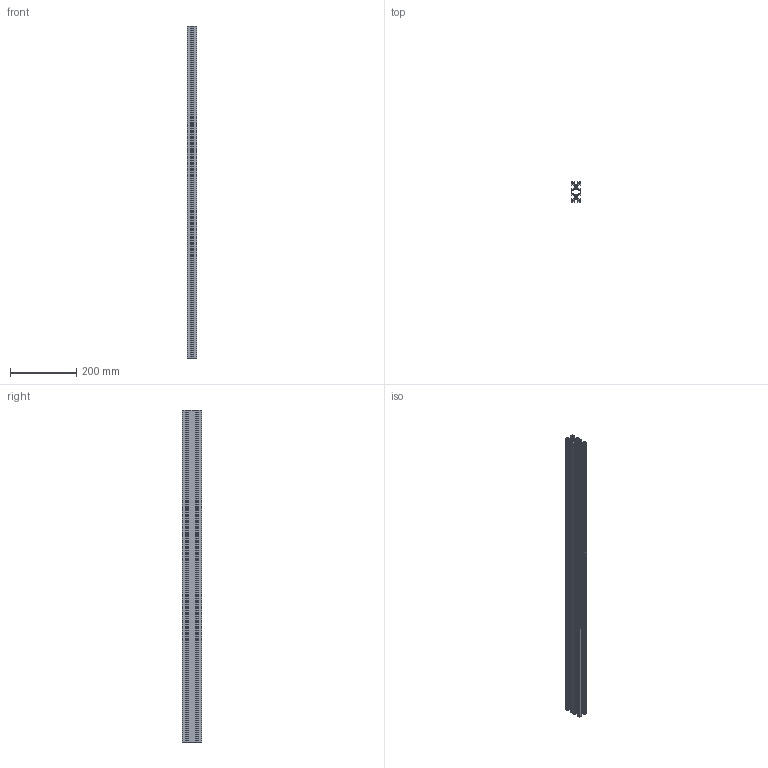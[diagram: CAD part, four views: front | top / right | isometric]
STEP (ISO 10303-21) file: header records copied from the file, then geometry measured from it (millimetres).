
FILE_DESCRIPTION (( 'STEP AP203' ), '1' );
FILE_NAME ('30 x 60 SÝGMA PRF.STEP', '2013-07-29T14:35:26', ( 'Kadir' ), ( '' ), 'SwSTEP 2.0', 'SolidWorks 2013', '' );
FILE_SCHEMA (( 'CONFIG_CONTROL_DESIGN' ));
Length unit declared in the file: millimetre
Products named in the file (1): 30 x 60 SÝGMA PRF
Bounding box: 30 x 60 x 1000 mm (x, y, z)
Volume: 576777.9 mm3; surface area: 565391.7 mm2
Topology: 1 solids, 1 shells, 218 faces, 648 edges, 432 vertices
Faces by surface type: plane 142, cylinder 76
Entity records: 7409 total; most frequent: CARTESIAN_POINT 1299, ORIENTED_EDGE 1296, DIRECTION 1238, EDGE_CURVE 648, LINE 496, VECTOR 496, VERTEX_POINT 432, AXIS2_PLACEMENT_3D 371
